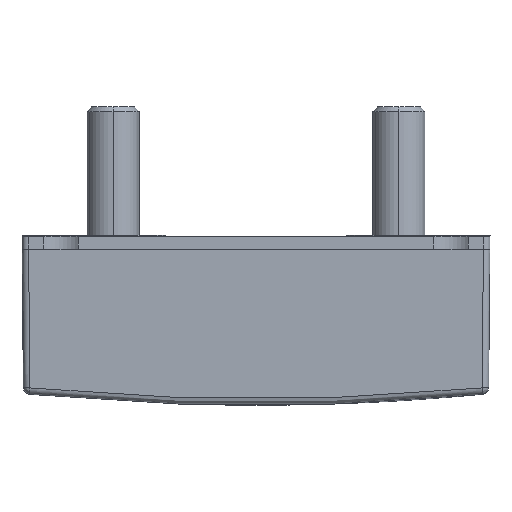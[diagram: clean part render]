
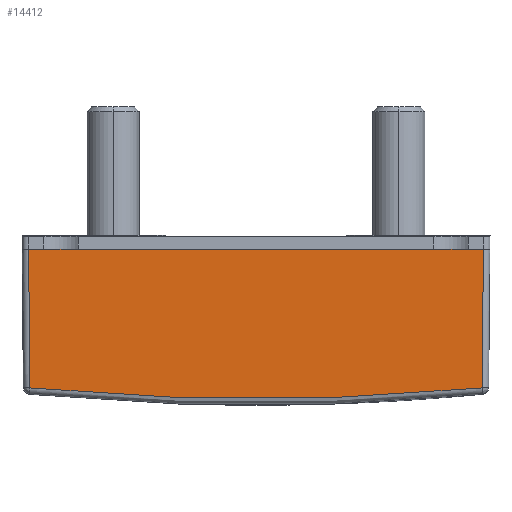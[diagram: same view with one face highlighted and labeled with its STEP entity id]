
A CAD part, top view. The second image highlights one B-rep face of the part: STEP entity #14412.
In plain terms, the highlighted planar face has unit normal (0, -0.009, 1).
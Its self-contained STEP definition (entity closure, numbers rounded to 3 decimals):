
#86 = CARTESIAN_POINT ( 'NONE',  ( 17.397, -11.759, 18.897 ) ) ;
#670 = VECTOR ( 'NONE', #5232, 1000. ) ;
#688 = EDGE_CURVE ( 'NONE', #17424, #7387, #1054, .T. ) ;
#1025 = LINE ( 'NONE', #8681, #20615 ) ;
#1054 = LINE ( 'NONE', #23251, #14658 ) ;
#1537 = VECTOR ( 'NONE', #24025, 1000. ) ;
#2463 = EDGE_CURVE ( 'NONE', #4080, #24484, #14002, .T. ) ;
#2805 = LINE ( 'NONE', #21541, #12290 ) ;
#2902 = ORIENTED_EDGE ( 'NONE', *, *, #688, .T. ) ;
#3172 = CARTESIAN_POINT ( 'NONE',  ( 17.49, -1.1, 18.99 ) ) ;
#3582 = CARTESIAN_POINT ( 'NONE',  ( -17.49, -1.1, 18.99 ) ) ;
#3830 = LINE ( 'NONE', #15303, #13620 ) ;
#4080 = VERTEX_POINT ( 'NONE', #20417 ) ;
#4429 = CARTESIAN_POINT ( 'NONE',  ( 17.397, -11.759, 18.897 ) ) ;
#5232 = DIRECTION ( 'NONE',  ( -1., 0., 0. ) ) ;
#5266 = FACE_OUTER_BOUND ( 'NONE', #22787, .T. ) ;
#5467 = CARTESIAN_POINT ( 'NONE',  ( 17.397, -11.759, 18.897 ) ) ;
#6762 = CARTESIAN_POINT ( 'NONE',  ( -16.312, -1.1, 18.99 ) ) ;
#7124 = ORIENTED_EDGE ( 'NONE', *, *, #10114, .T. ) ;
#7178 = LINE ( 'NONE', #12467, #1537 ) ;
#7387 = VERTEX_POINT ( 'NONE', #3582 ) ;
#7516 = EDGE_CURVE ( 'NONE', #7387, #13595, #2805, .T. ) ;
#7661 = CARTESIAN_POINT ( 'NONE',  ( -17.397, -11.759, 18.897 ) ) ;
#7829 = CARTESIAN_POINT ( 'NONE',  ( -13.688, -1.1, 18.99 ) ) ;
#8019 = VERTEX_POINT ( 'NONE', #5467 ) ;
#8220 =( BOUNDED_CURVE ( )  B_SPLINE_CURVE ( 3, ( #86, #15015, #13286, #7661 ),
 .UNSPECIFIED., .F., .T. ) 
 B_SPLINE_CURVE_WITH_KNOTS ( ( 4, 4 ),
 ( 0., 1. ),
 .UNSPECIFIED. ) 
 CURVE ( )  GEOMETRIC_REPRESENTATION_ITEM ( )  RATIONAL_B_SPLINE_CURVE ( ( 1., 0.997, 0.997, 1. ) ) 
 REPRESENTATION_ITEM ( '' )  );
#8622 = ORIENTED_EDGE ( 'NONE', *, *, #8707, .T. ) ;
#8681 = CARTESIAN_POINT ( 'NONE',  ( 0., -1.1, 18.99 ) ) ;
#8707 = EDGE_CURVE ( 'NONE', #14802, #17424, #7178, .T. ) ;
#9222 = CARTESIAN_POINT ( 'NONE',  ( 0., -6.857, 18.94 ) ) ;
#10114 = EDGE_CURVE ( 'NONE', #24484, #14802, #1025, .T. ) ;
#10532 = VERTEX_POINT ( 'NONE', #3172 ) ;
#10857 = VECTOR ( 'NONE', #19552, 1000. ) ;
#12290 = VECTOR ( 'NONE', #21622, 1000. ) ;
#12467 = CARTESIAN_POINT ( 'NONE',  ( 0., -1.1, 18.99 ) ) ;
#12628 = CARTESIAN_POINT ( 'NONE',  ( -17.397, -11.759, 18.897 ) ) ;
#13286 = CARTESIAN_POINT ( 'NONE',  ( -5.817, -12.886, 18.888 ) ) ;
#13595 = VERTEX_POINT ( 'NONE', #12628 ) ;
#13620 = VECTOR ( 'NONE', #23007, 1000. ) ;
#14002 = LINE ( 'NONE', #16630, #670 ) ;
#14311 = DIRECTION ( 'NONE',  ( -1., 0., 0. ) ) ;
#14412 = ADVANCED_FACE ( 'NONE', ( #5266 ), #18729, .T. ) ;
#14658 = VECTOR ( 'NONE', #15815, 1000. ) ;
#14790 = EDGE_CURVE ( 'NONE', #8019, #13595, #8220, .T. ) ;
#14802 = VERTEX_POINT ( 'NONE', #7829 ) ;
#14918 = ORIENTED_EDGE ( 'NONE', *, *, #24482, .F. ) ;
#15015 = CARTESIAN_POINT ( 'NONE',  ( 5.817, -12.886, 18.888 ) ) ;
#15303 = CARTESIAN_POINT ( 'NONE',  ( 0., -1.1, 18.99 ) ) ;
#15815 = DIRECTION ( 'NONE',  ( -1., 0., 0. ) ) ;
#16510 = EDGE_CURVE ( 'NONE', #8019, #10532, #18045, .T. ) ;
#16532 = ORIENTED_EDGE ( 'NONE', *, *, #16510, .T. ) ;
#16630 = CARTESIAN_POINT ( 'NONE',  ( 0., -1.1, 18.99 ) ) ;
#17424 = VERTEX_POINT ( 'NONE', #6762 ) ;
#18045 = LINE ( 'NONE', #4429, #10857 ) ;
#18729 = PLANE ( 'NONE',  #24291 ) ;
#18853 = ORIENTED_EDGE ( 'NONE', *, *, #2463, .T. ) ;
#19419 = CARTESIAN_POINT ( 'NONE',  ( 13.688, -1.1, 18.99 ) ) ;
#19552 = DIRECTION ( 'NONE',  ( 0.009, 1., 0.009 ) ) ;
#20417 = CARTESIAN_POINT ( 'NONE',  ( 16.312, -1.1, 18.99 ) ) ;
#20615 = VECTOR ( 'NONE', #14311, 1000. ) ;
#21541 = CARTESIAN_POINT ( 'NONE',  ( -17.49, -1.1, 18.99 ) ) ;
#21622 = DIRECTION ( 'NONE',  ( 0.009, -1., -0.009 ) ) ;
#22543 = DIRECTION ( 'NONE',  ( 0., -0.009, 1. ) ) ;
#22787 = EDGE_LOOP ( 'NONE', ( #8622, #2902, #23801, #23303, #16532, #14918, #18853, #7124 ) ) ;
#23007 = DIRECTION ( 'NONE',  ( 1., 0., 0. ) ) ;
#23251 = CARTESIAN_POINT ( 'NONE',  ( 0., -1.1, 18.99 ) ) ;
#23303 = ORIENTED_EDGE ( 'NONE', *, *, #14790, .F. ) ;
#23801 = ORIENTED_EDGE ( 'NONE', *, *, #7516, .T. ) ;
#24025 = DIRECTION ( 'NONE',  ( -1., 0., 0. ) ) ;
#24291 = AXIS2_PLACEMENT_3D ( 'NONE', #9222, #22543, #24436 ) ;
#24436 = DIRECTION ( 'NONE',  ( 0., -1., -0.009 ) ) ;
#24482 = EDGE_CURVE ( 'NONE', #4080, #10532, #3830, .T. ) ;
#24484 = VERTEX_POINT ( 'NONE', #19419 ) ;
